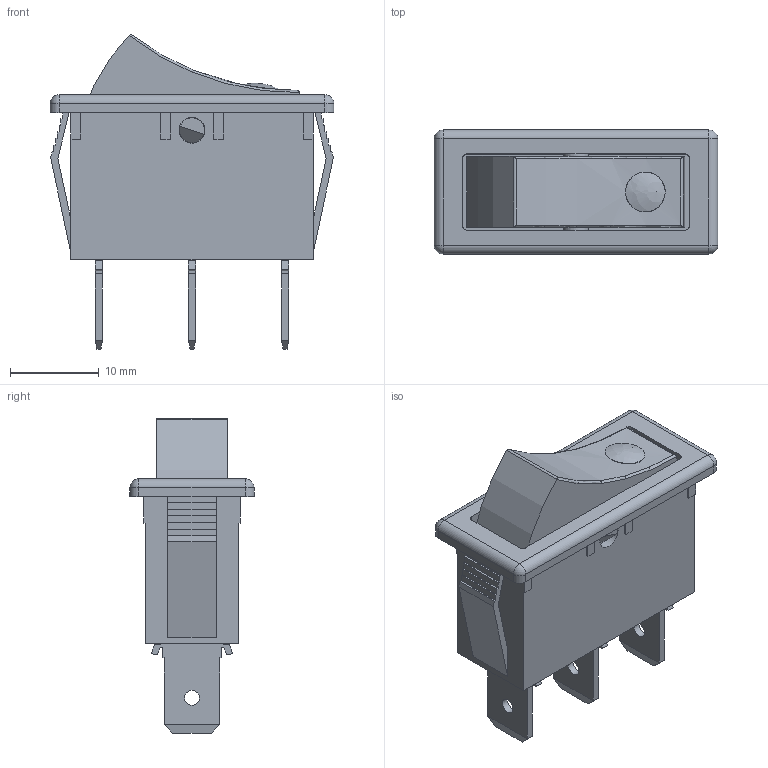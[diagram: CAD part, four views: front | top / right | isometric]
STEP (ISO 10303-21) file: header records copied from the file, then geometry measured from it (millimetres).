
FILE_DESCRIPTION(/* description */ (''),/* implementation_level */ '2;1');
FILE_NAME(/* name */ 'RB141Cxx00-2xx.stp',/* time_stamp */ '2025-06-03T08:40:57-05:00',/* author */ ('mroman'),/* organization */ (''),/* preprocessor_version */ 'ST-DEVELOPER v18.1',/* originating_system */ 'Autodesk Inventor 2022',/* authorisation */ '');
FILE_SCHEMA (('AUTOMOTIVE_DESIGN { 1 0 10303 214 3 1 1 }'));
Length unit declared in the file: centimetre
Products named in the file (1): RB141Cxx00-2xx
Bounding box: 32 x 14 x 35.47 mm (x, y, z)
Volume: 4501.9 mm3; surface area: 5387.7 mm2
Topology: 2 solids, 5 shells, 241 faces, 634 edges, 413 vertices
Faces by surface type: plane 195, cylinder 39, sphere 5, torus 2
Full cylindrical faces by diameter (mm): 1.7 x3, 2.8 x2, 2.9 x2, 4.5 x1
Entity records: 7430 total; most frequent: CARTESIAN_POINT 1382, ORIENTED_EDGE 1266, DIRECTION 1184, EDGE_CURVE 633, LINE 546, VECTOR 546, VERTEX_POINT 413, AXIS2_PLACEMENT_3D 319
